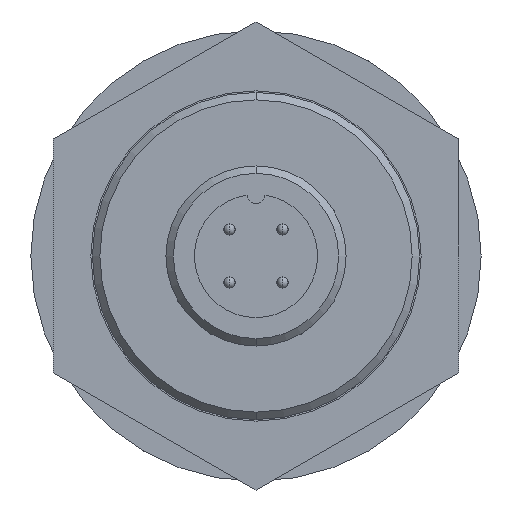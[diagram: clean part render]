
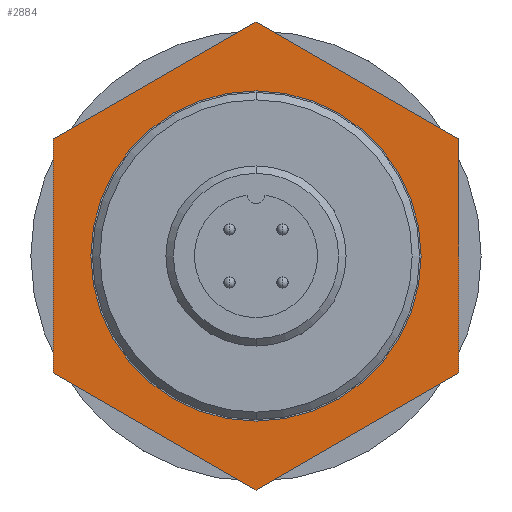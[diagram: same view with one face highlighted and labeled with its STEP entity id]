
A CAD part, front view. The second image highlights one B-rep face of the part: STEP entity #2884.
In plain terms, the highlighted planar face has unit normal (0, -1, 0).
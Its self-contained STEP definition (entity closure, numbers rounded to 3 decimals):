
#7 = DIRECTION ( 'NONE',  ( 0.866, 0., -0.5 ) ) ;
#52 = CARTESIAN_POINT ( 'NONE',  ( -13.5, -11.8, 7.794 ) ) ;
#63 = ORIENTED_EDGE ( 'NONE', *, *, #2882, .T. ) ;
#177 = EDGE_LOOP ( 'NONE', ( #2038, #1119, #1155, #63, #1161, #1294 ) ) ;
#200 = PLANE ( 'NONE',  #667 ) ;
#215 = VECTOR ( 'NONE', #1646, 1000. ) ;
#239 = ORIENTED_EDGE ( 'NONE', *, *, #2649, .F. ) ;
#321 = CARTESIAN_POINT ( 'NONE',  ( -13.5, -11.8, 7.794 ) ) ;
#323 = CARTESIAN_POINT ( 'NONE',  ( 13.5, -11.8, 7.794 ) ) ;
#355 = LINE ( 'NONE', #2293, #1635 ) ;
#382 = CARTESIAN_POINT ( 'NONE',  ( 0., -11.8, 0. ) ) ;
#390 = LINE ( 'NONE', #1439, #215 ) ;
#392 = VERTEX_POINT ( 'NONE', #2916 ) ;
#411 = AXIS2_PLACEMENT_3D ( 'NONE', #382, #2052, #663 ) ;
#433 = EDGE_LOOP ( 'NONE', ( #239, #2300 ) ) ;
#453 = CARTESIAN_POINT ( 'NONE',  ( 0., -11.8, -15.588 ) ) ;
#480 = LINE ( 'NONE', #321, #2755 ) ;
#493 = DIRECTION ( 'NONE',  ( 0., 0., -1. ) ) ;
#518 = VERTEX_POINT ( 'NONE', #52 ) ;
#527 = CARTESIAN_POINT ( 'NONE',  ( 13.5, -11.8, -7.794 ) ) ;
#557 = CARTESIAN_POINT ( 'NONE',  ( -13.5, -11.8, -7.794 ) ) ;
#571 = VERTEX_POINT ( 'NONE', #453 ) ;
#588 = VERTEX_POINT ( 'NONE', #661 ) ;
#590 = VERTEX_POINT ( 'NONE', #2634 ) ;
#661 = CARTESIAN_POINT ( 'NONE',  ( -13.5, -11.8, -7.794 ) ) ;
#663 = DIRECTION ( 'NONE',  ( 0., 0., -1. ) ) ;
#667 = AXIS2_PLACEMENT_3D ( 'NONE', #1918, #1925, #493 ) ;
#695 = CARTESIAN_POINT ( 'NONE',  ( 0., -11.8, -11. ) ) ;
#846 = CIRCLE ( 'NONE', #411, 11. ) ;
#920 = CARTESIAN_POINT ( 'NONE',  ( 0., -11.8, 0. ) ) ;
#995 = EDGE_CURVE ( 'NONE', #392, #518, #1757, .T. ) ;
#1023 = DIRECTION ( 'NONE',  ( 0.866, 0., 0.5 ) ) ;
#1086 = LINE ( 'NONE', #1914, #2656 ) ;
#1096 = FACE_BOUND ( 'NONE', #433, .T. ) ;
#1119 = ORIENTED_EDGE ( 'NONE', *, *, #2550, .T. ) ;
#1153 = VERTEX_POINT ( 'NONE', #695 ) ;
#1155 = ORIENTED_EDGE ( 'NONE', *, *, #1435, .T. ) ;
#1160 = VECTOR ( 'NONE', #2721, 1000. ) ;
#1161 = ORIENTED_EDGE ( 'NONE', *, *, #2205, .T. ) ;
#1164 = VERTEX_POINT ( 'NONE', #527 ) ;
#1189 = VERTEX_POINT ( 'NONE', #323 ) ;
#1196 = DIRECTION ( 'NONE',  ( 0., 0., -1. ) ) ;
#1294 = ORIENTED_EDGE ( 'NONE', *, *, #2377, .T. ) ;
#1435 = EDGE_CURVE ( 'NONE', #588, #571, #2584, .T. ) ;
#1439 = CARTESIAN_POINT ( 'NONE',  ( 13.5, -11.8, -7.794 ) ) ;
#1610 = EDGE_CURVE ( 'NONE', #1153, #590, #846, .T. ) ;
#1635 = VECTOR ( 'NONE', #1023, 1000. ) ;
#1646 = DIRECTION ( 'NONE',  ( 0., 0., 1. ) ) ;
#1666 = CIRCLE ( 'NONE', #2286, 11. ) ;
#1712 = DIRECTION ( 'NONE',  ( -0.866, 0., 0.5 ) ) ;
#1757 = LINE ( 'NONE', #2255, #1160 ) ;
#1914 = CARTESIAN_POINT ( 'NONE',  ( 13.5, -11.8, 7.794 ) ) ;
#1918 = CARTESIAN_POINT ( 'NONE',  ( 0., -11.8, 0. ) ) ;
#1925 = DIRECTION ( 'NONE',  ( 0., -1., 0. ) ) ;
#2038 = ORIENTED_EDGE ( 'NONE', *, *, #995, .T. ) ;
#2052 = DIRECTION ( 'NONE',  ( 0., -1., 0. ) ) ;
#2080 = VECTOR ( 'NONE', #7, 1000. ) ;
#2105 = FACE_OUTER_BOUND ( 'NONE', #177, .T. ) ;
#2205 = EDGE_CURVE ( 'NONE', #1164, #1189, #390, .T. ) ;
#2255 = CARTESIAN_POINT ( 'NONE',  ( 0., -11.8, 15.588 ) ) ;
#2286 = AXIS2_PLACEMENT_3D ( 'NONE', #920, #2423, #1196 ) ;
#2293 = CARTESIAN_POINT ( 'NONE',  ( 0., -11.8, -15.588 ) ) ;
#2300 = ORIENTED_EDGE ( 'NONE', *, *, #1610, .F. ) ;
#2377 = EDGE_CURVE ( 'NONE', #1189, #392, #1086, .T. ) ;
#2392 = DIRECTION ( 'NONE',  ( 0., 0., -1. ) ) ;
#2423 = DIRECTION ( 'NONE',  ( 0., -1., 0. ) ) ;
#2550 = EDGE_CURVE ( 'NONE', #518, #588, #480, .T. ) ;
#2584 = LINE ( 'NONE', #557, #2080 ) ;
#2634 = CARTESIAN_POINT ( 'NONE',  ( 0., -11.8, 11. ) ) ;
#2649 = EDGE_CURVE ( 'NONE', #590, #1153, #1666, .T. ) ;
#2656 = VECTOR ( 'NONE', #1712, 1000. ) ;
#2721 = DIRECTION ( 'NONE',  ( -0.866, 0., -0.5 ) ) ;
#2755 = VECTOR ( 'NONE', #2392, 1000. ) ;
#2882 = EDGE_CURVE ( 'NONE', #571, #1164, #355, .T. ) ;
#2884 = ADVANCED_FACE ( 'NONE', ( #2105, #1096 ), #200, .T. ) ;
#2916 = CARTESIAN_POINT ( 'NONE',  ( 0., -11.8, 15.588 ) ) ;
